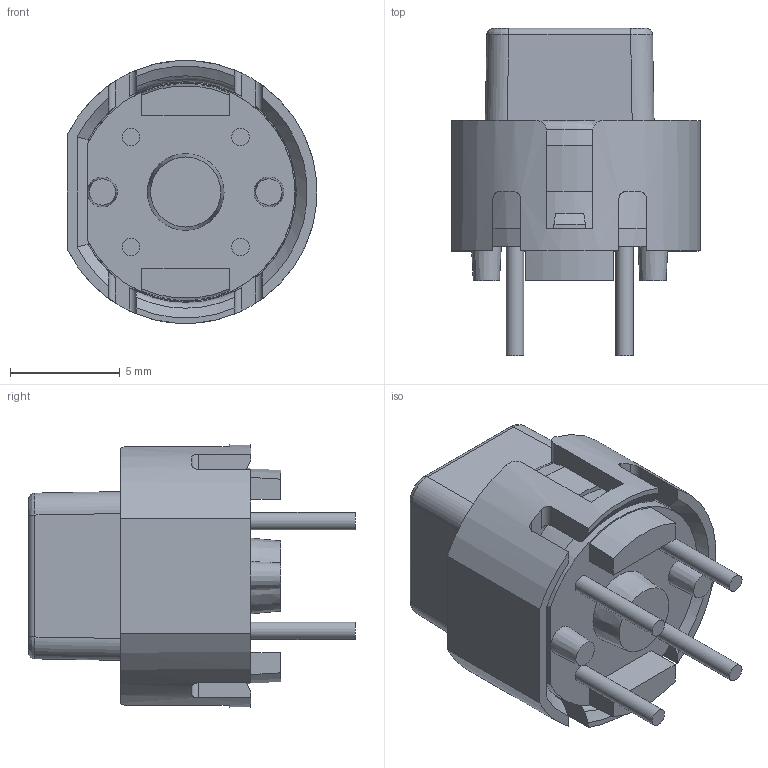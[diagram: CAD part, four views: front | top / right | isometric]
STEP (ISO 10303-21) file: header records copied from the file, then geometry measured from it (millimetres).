
FILE_DESCRIPTION(/* description */ ('STEP AP214'),/* implementation_level */ '2;1');
FILE_NAME(/* name */ 'D6C90F2LFS',/* time_stamp */ '2023-10-31T12:40:45+01:00',/* author */ ('License CC BY-ND 4.0'),/* organization */ ('CADENAS'),/* preprocessor_version */ 'ST-DEVELOPER v19.3',/* originating_system */ 'PARTsolutions',/* authorisation */ ' ');
FILE_SCHEMA (('AUTOMOTIVE_DESIGN {1 0 10303 214 3 1 1}'));
Length unit declared in the file: millimetre
Products named in the file (2): D6C90F2LFS; D6C90F2LFS_PART1
Assembly tree (1 placements, depth 2):
  D6C90F2LFS
    D6C90F2LFS_PART1
Bounding box: 11.38 x 14.92 x 11.98 mm (x, y, z)
Volume: 882.1 mm3; surface area: 801.2 mm2
Topology: 1 solids, 1 shells, 110 faces, 303 edges, 197 vertices
Faces by surface type: plane 52, cylinder 35, cone 15, bspline 4, torus 4
Full cylindrical faces by diameter (mm): 0.8 x4
Entity records: 3887 total; most frequent: CARTESIAN_POINT 1157, ORIENTED_EDGE 578, DIRECTION 537, EDGE_CURVE 289, AXIS2_PLACEMENT_3D 200, VERTEX_POINT 190, LINE 137, VECTOR 137
